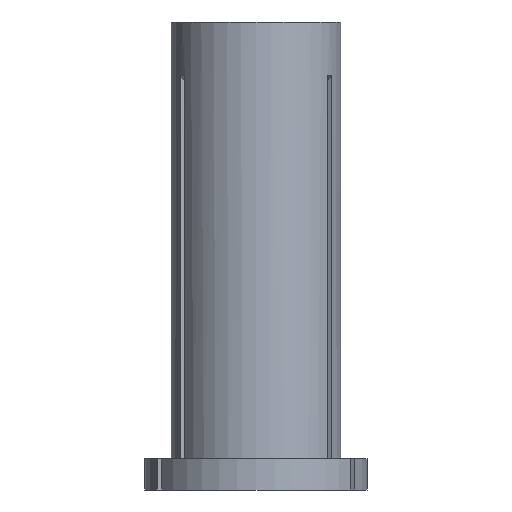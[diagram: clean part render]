
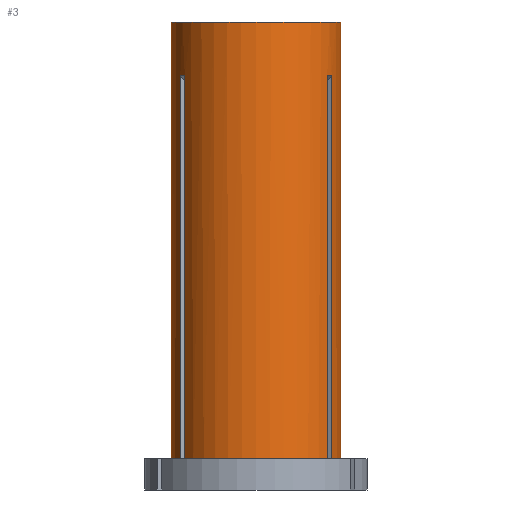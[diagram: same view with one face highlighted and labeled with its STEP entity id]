
A CAD part, front view. The second image highlights one B-rep face of the part: STEP entity #3.
In plain terms, the highlighted cylindrical face has radius 9.525 mm (diameter 19.05 mm), a partial arc.
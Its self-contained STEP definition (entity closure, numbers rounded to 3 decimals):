
#1 = LINE ( 'NONE', #37, #1324 ) ;
#3 = ADVANCED_FACE ( 'NONE', ( #1362 ), #530, .T. ) ;
#23 = ORIENTED_EDGE ( 'NONE', *, *, #1168, .T. ) ;
#37 = CARTESIAN_POINT ( 'NONE',  ( -9.525, 0., 0. ) ) ;
#44 = VECTOR ( 'NONE', #680, 1000. ) ;
#93 = CARTESIAN_POINT ( 'NONE',  ( -8.332, -4.619, -6. ) ) ;
#94 = VERTEX_POINT ( 'NONE', #282 ) ;
#101 = DIRECTION ( 'NONE',  ( 0., 0., 1. ) ) ;
#160 = CARTESIAN_POINT ( 'NONE',  ( 7.988, -5.189, -6.014 ) ) ;
#190 = CARTESIAN_POINT ( 'NONE',  ( -8.412, -4.471, -6.005 ) ) ;
#207 = ORIENTED_EDGE ( 'NONE', *, *, #1398, .T. ) ;
#224 = DIRECTION ( 'NONE',  ( 0., 0., 1. ) ) ;
#240 = EDGE_CURVE ( 'NONE', #1160, #730, #459, .T. ) ;
#248 = CARTESIAN_POINT ( 'NONE',  ( 0., 0., -49. ) ) ;
#269 = AXIS2_PLACEMENT_3D ( 'NONE', #927, #1363, #359 ) ;
#276 = VERTEX_POINT ( 'NONE', #1267 ) ;
#280 = EDGE_CURVE ( 'NONE', #1130, #892, #1, .T. ) ;
#282 = CARTESIAN_POINT ( 'NONE',  ( 8.488, -4.323, -6.014 ) ) ;
#288 = CARTESIAN_POINT ( 'NONE',  ( 9.525, 0., 0. ) ) ;
#295 = DIRECTION ( 'NONE',  ( 0., 0., 1. ) ) ;
#313 = CARTESIAN_POINT ( 'NONE',  ( 7.988, -5.189, -49. ) ) ;
#316 = ORIENTED_EDGE ( 'NONE', *, *, #919, .T. ) ;
#342 = AXIS2_PLACEMENT_3D ( 'NONE', #1173, #1275, #505 ) ;
#348 = EDGE_CURVE ( 'NONE', #892, #1326, #681, .T. ) ;
#349 = CARTESIAN_POINT ( 'NONE',  ( 8.252, -4.765, -5.995 ) ) ;
#355 = CARTESIAN_POINT ( 'NONE',  ( -9.525, 0., -49. ) ) ;
#359 = DIRECTION ( 'NONE',  ( 1., 0., 0. ) ) ;
#387 = CARTESIAN_POINT ( 'NONE',  ( -9.525, 0., 0. ) ) ;
#400 = LINE ( 'NONE', #572, #935 ) ;
#411 = ORIENTED_EDGE ( 'NONE', *, *, #803, .T. ) ;
#417 = ORIENTED_EDGE ( 'NONE', *, *, #1053, .T. ) ;
#437 = VECTOR ( 'NONE', #224, 1000. ) ;
#443 = AXIS2_PLACEMENT_3D ( 'NONE', #663, #101, #799 ) ;
#455 = VERTEX_POINT ( 'NONE', #787 ) ;
#459 = CIRCLE ( 'NONE', #342, 9.525 ) ;
#465 = CARTESIAN_POINT ( 'NONE',  ( -7.988, -5.189, -6.014 ) ) ;
#472 = VECTOR ( 'NONE', #1154, 1000. ) ;
#481 = VERTEX_POINT ( 'NONE', #465 ) ;
#495 = DIRECTION ( 'NONE',  ( 0., 0., 1. ) ) ;
#504 = AXIS2_PLACEMENT_3D ( 'NONE', #1096, #295, #518 ) ;
#505 = DIRECTION ( 'NONE',  ( 1., 0., 0. ) ) ;
#510 = EDGE_CURVE ( 'NONE', #1160, #481, #703, .T. ) ;
#518 = DIRECTION ( 'NONE',  ( 1., 0., 0. ) ) ;
#522 = CARTESIAN_POINT ( 'NONE',  ( 8.078, -5.049, -6.005 ) ) ;
#530 = CYLINDRICAL_SURFACE ( 'NONE', #269, 9.525 ) ;
#548 = VERTEX_POINT ( 'NONE', #1284 ) ;
#566 = CARTESIAN_POINT ( 'NONE',  ( 9.525, 0., -49. ) ) ;
#572 = CARTESIAN_POINT ( 'NONE',  ( 7.988, -5.189, 0. ) ) ;
#608 = CARTESIAN_POINT ( 'NONE',  ( -8.488, -4.323, -49. ) ) ;
#618 = CARTESIAN_POINT ( 'NONE',  ( 8.488, -4.323, -6.014 ) ) ;
#628 = ORIENTED_EDGE ( 'NONE', *, *, #348, .F. ) ;
#632 = VECTOR ( 'NONE', #1265, 1000. ) ;
#635 = EDGE_LOOP ( 'NONE', ( #1007, #23, #411, #207, #1228, #966, #417, #316, #767, #1415, #1112, #628 ) ) ;
#651 = CIRCLE ( 'NONE', #443, 9.525 ) ;
#663 = CARTESIAN_POINT ( 'NONE',  ( 0., 0., -49. ) ) ;
#680 = DIRECTION ( 'NONE',  ( 0., 0., 1. ) ) ;
#681 = CIRCLE ( 'NONE', #504, 9.525 ) ;
#703 = LINE ( 'NONE', #1157, #632 ) ;
#709 = DIRECTION ( 'NONE',  ( 0., 0., 1. ) ) ;
#727 = EDGE_CURVE ( 'NONE', #548, #835, #651, .T. ) ;
#730 = VERTEX_POINT ( 'NONE', #313 ) ;
#736 = EDGE_CURVE ( 'NONE', #548, #94, #1219, .T. ) ;
#761 = CARTESIAN_POINT ( 'NONE',  ( -8.488, -4.323, 0. ) ) ;
#767 = ORIENTED_EDGE ( 'NONE', *, *, #736, .F. ) ;
#773 = CIRCLE ( 'NONE', #1155, 9.525 ) ;
#787 = CARTESIAN_POINT ( 'NONE',  ( -8.488, -4.323, -6.014 ) ) ;
#794 = EDGE_CURVE ( 'NONE', #835, #1326, #916, .T. ) ;
#799 = DIRECTION ( 'NONE',  ( 1., 0., 0. ) ) ;
#803 = EDGE_CURVE ( 'NONE', #1318, #455, #975, .T. ) ;
#835 = VERTEX_POINT ( 'NONE', #566 ) ;
#892 = VERTEX_POINT ( 'NONE', #387 ) ;
#916 = LINE ( 'NONE', #1322, #472 ) ;
#919 = EDGE_CURVE ( 'NONE', #276, #94, #1360, .T. ) ;
#927 = CARTESIAN_POINT ( 'NONE',  ( 0., 0., 0. ) ) ;
#935 = VECTOR ( 'NONE', #1256, 1000. ) ;
#944 = DIRECTION ( 'NONE',  ( 1., 0., 0. ) ) ;
#966 = ORIENTED_EDGE ( 'NONE', *, *, #240, .T. ) ;
#975 = LINE ( 'NONE', #761, #44 ) ;
#986 = CARTESIAN_POINT ( 'NONE',  ( -8.165, -4.909, -6. ) ) ;
#1007 = ORIENTED_EDGE ( 'NONE', *, *, #280, .F. ) ;
#1031 = CARTESIAN_POINT ( 'NONE',  ( 8.412, -4.472, -6.005 ) ) ;
#1053 = EDGE_CURVE ( 'NONE', #730, #276, #400, .T. ) ;
#1057 = CARTESIAN_POINT ( 'NONE',  ( -7.988, -5.189, -49. ) ) ;
#1096 = CARTESIAN_POINT ( 'NONE',  ( 0., 0., 0. ) ) ;
#1112 = ORIENTED_EDGE ( 'NONE', *, *, #794, .T. ) ;
#1130 = VERTEX_POINT ( 'NONE', #355 ) ;
#1154 = DIRECTION ( 'NONE',  ( 0., 0., 1. ) ) ;
#1155 = AXIS2_PLACEMENT_3D ( 'NONE', #248, #495, #944 ) ;
#1157 = CARTESIAN_POINT ( 'NONE',  ( -7.988, -5.189, 0. ) ) ;
#1160 = VERTEX_POINT ( 'NONE', #1057 ) ;
#1168 = EDGE_CURVE ( 'NONE', #1130, #1318, #773, .T. ) ;
#1173 = CARTESIAN_POINT ( 'NONE',  ( 0., 0., -49. ) ) ;
#1214 = CARTESIAN_POINT ( 'NONE',  ( -8.488, -4.323, -6.014 ) ) ;
#1219 = LINE ( 'NONE', #1227, #437 ) ;
#1227 = CARTESIAN_POINT ( 'NONE',  ( 8.488, -4.323, 0. ) ) ;
#1228 = ORIENTED_EDGE ( 'NONE', *, *, #510, .F. ) ;
#1256 = DIRECTION ( 'NONE',  ( 0., 0., 1. ) ) ;
#1265 = DIRECTION ( 'NONE',  ( 0., 0., 1. ) ) ;
#1267 = CARTESIAN_POINT ( 'NONE',  ( 7.988, -5.189, -6.014 ) ) ;
#1275 = DIRECTION ( 'NONE',  ( 0., 0., 1. ) ) ;
#1284 = CARTESIAN_POINT ( 'NONE',  ( 8.488, -4.323, -49. ) ) ;
#1318 = VERTEX_POINT ( 'NONE', #608 ) ;
#1321 = CARTESIAN_POINT ( 'NONE',  ( -8.078, -5.05, -6.005 ) ) ;
#1322 = CARTESIAN_POINT ( 'NONE',  ( 9.525, 0., 0. ) ) ;
#1324 = VECTOR ( 'NONE', #709, 1000. ) ;
#1326 = VERTEX_POINT ( 'NONE', #288 ) ;
#1360 = B_SPLINE_CURVE_WITH_KNOTS ( 'NONE', 3,
 ( #160, #522, #349, #1031, #618 ),
 .UNSPECIFIED., .F., .F.,
 ( 4, 1, 4 ),
 ( 0.072, 0.072, 0.073 ),
 .UNSPECIFIED. ) ;
#1362 = FACE_OUTER_BOUND ( 'NONE', #635, .T. ) ;
#1363 = DIRECTION ( 'NONE',  ( 0., 0., 1. ) ) ;
#1398 = EDGE_CURVE ( 'NONE', #455, #481, #1457, .T. ) ;
#1415 = ORIENTED_EDGE ( 'NONE', *, *, #727, .T. ) ;
#1443 = CARTESIAN_POINT ( 'NONE',  ( -7.988, -5.189, -6.014 ) ) ;
#1457 = B_SPLINE_CURVE_WITH_KNOTS ( 'NONE', 3,
 ( #1214, #190, #93, #986, #1321, #1443 ),
 .UNSPECIFIED., .F., .F.,
 ( 4, 2, 4 ),
 ( 0.066, 0.067, 0.067 ),
 .UNSPECIFIED. ) ;
